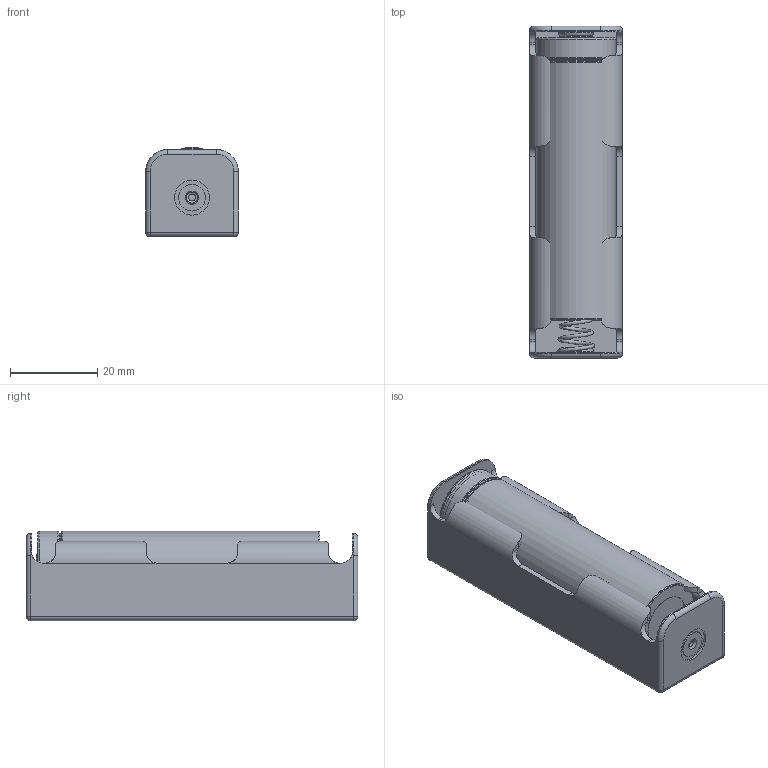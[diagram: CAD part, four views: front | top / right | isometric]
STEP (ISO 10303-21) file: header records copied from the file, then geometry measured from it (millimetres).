
FILE_DESCRIPTION(/* description */ (''),/* implementation_level */ '2;1');
FILE_NAME(/* name */ '${GLOWINGKITTYPARTS}18650 battery holder.step',/* time_stamp */ '2022-03-19T13:46:18+01:00',/* author */ (''),/* organization */ (''),/* preprocessor_version */ 'ST-DEVELOPER v18.1',/* originating_system */ 'Autodesk Translation Framework v10.13.0.1454',/* authorisation */ '');
FILE_SCHEMA (('AUTOMOTIVE_DESIGN { 1 0 10303 214 3 1 1 }'));
Length unit declared in the file: millimetre
Products named in the file (2): 18650 battery holder; PANASONIC_NCR-18650B
Assembly tree (1 placements, depth 2):
  18650 battery holder
    PANASONIC_NCR-18650B
Bounding box: 21.2 x 76 x 20.46 mm (x, y, z)
Volume: 22991.4 mm3; surface area: 23636.7 mm2
Topology: 8 solids, 8 shells, 224 faces, 557 edges, 352 vertices
Faces by surface type: cylinder 84, plane 72, torus 45, cone 16, sphere 4, bspline 3
Full cylindrical faces by diameter (mm): 1.544 x2, 2.93 x2, 3 x2, 3.3 x1, 6.125 x2, 8 x4, 10 x1, 12 x2, 17 x3, 17.003 x1, 17.3 x1, 17.6 x1, 18 x6, 18.3 x2
Entity records: 8174 total; most frequent: CARTESIAN_POINT 2790, ORIENTED_EDGE 1114, DIRECTION 1107, EDGE_CURVE 557, AXIS2_PLACEMENT_3D 459, VERTEX_POINT 352, EDGE_LOOP 253, CIRCLE 232
